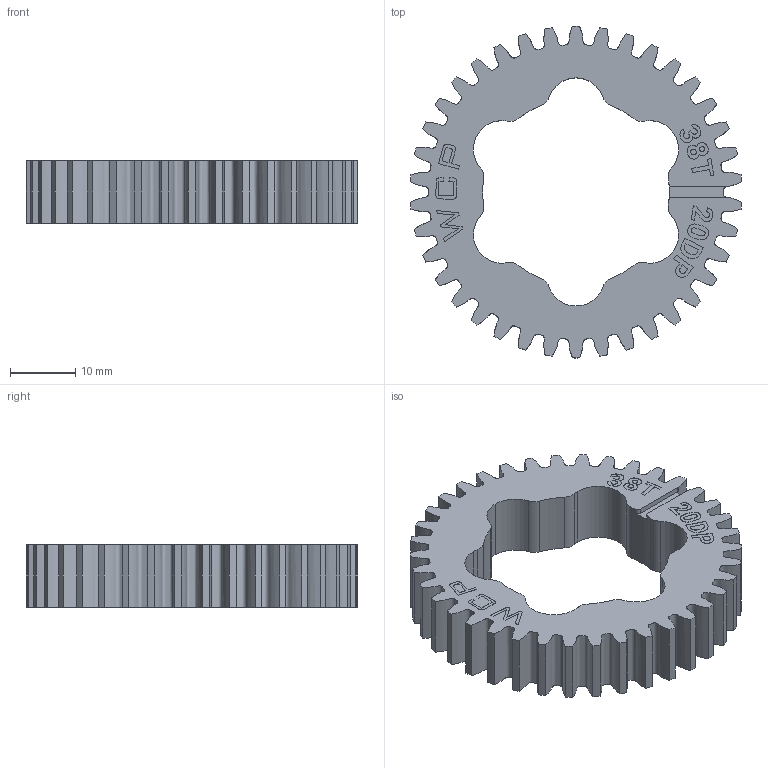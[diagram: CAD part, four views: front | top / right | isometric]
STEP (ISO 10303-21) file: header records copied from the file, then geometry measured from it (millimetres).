
FILE_DESCRIPTION (( 'STEP AP214' ), '1' );
FILE_NAME ('WCP-1084 Rev1.step', '2024-01-18T01:25:59', ( '' ), ( '' ), 'SwSTEP 2.0', 'SolidWorks 2022', '' );
FILE_SCHEMA (( 'AUTOMOTIVE_DESIGN' ));
Length unit declared in the file: inch
Products named in the file (1): WCP-1084 Rev1
Bounding box: 50.71 x 50.8 x 9.53 mm (x, y, z)
Volume: 10484.3 mm3; surface area: 6078.1 mm2
Topology: 1 solids, 1 shells, 260 faces, 729 edges, 486 vertices
Faces by surface type: plane 95, bspline 94, cylinder 71
Entity records: 23191 total; most frequent: CARTESIAN_POINT 16948, ORIENTED_EDGE 1458, DIRECTION 1017, EDGE_CURVE 729, VERTEX_POINT 486, LINE 395, VECTOR 395, AXIS2_PLACEMENT_3D 311
